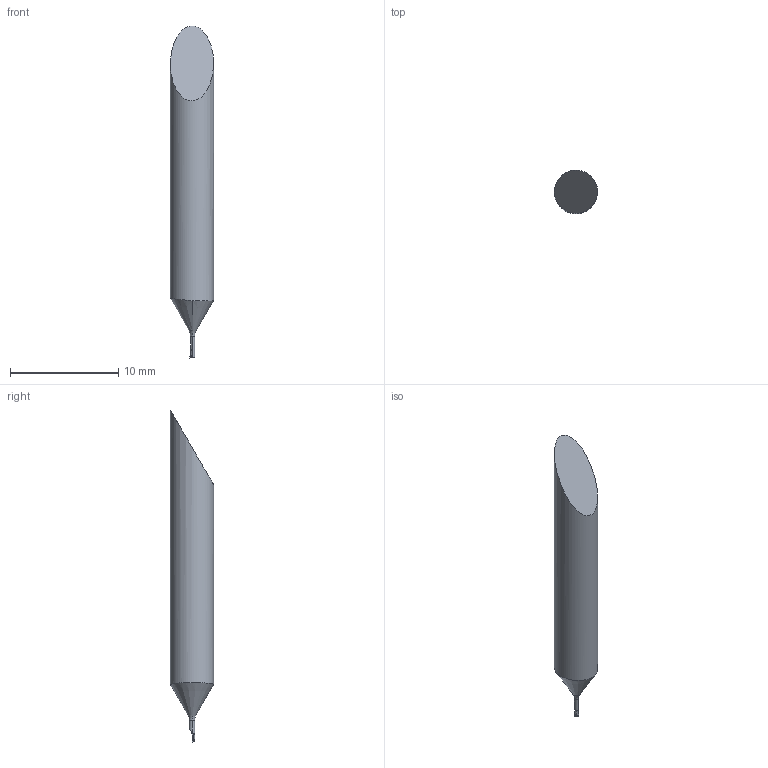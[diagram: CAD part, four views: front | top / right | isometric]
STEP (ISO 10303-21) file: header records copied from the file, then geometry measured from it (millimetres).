
FILE_DESCRIPTION(/* description */ (''),/* implementation_level */ '2;1');
FILE_NAME(/* name */ '1587102613889.stp',/* time_stamp */ '2020-04-17T11:20:28+06:00',/* author */ (''),/* organization */ ('SMS'),/* preprocessor_version */ 'ST-DEVELOPER v16.7',/* originating_system */ 'SIEMENS PLM Software NX 12.0',/* authorisation */ '');
FILE_SCHEMA (('AUTOMOTIVE_DESIGN { 1 0 10303 214 3 1 1 1 }'));
Length unit declared in the file: millimetre
Products named in the file (1): 202967132mod000_00
Bounding box: 4 x 4 x 30.71 mm (x, y, z)
Volume: 289.7 mm3; surface area: 327.6 mm2
Topology: 2 solids, 2 shells, 29 faces, 66 edges, 44 vertices
Faces by surface type: plane 11, cylinder 6, bspline 5, torus 4, cone 3
Full cylindrical faces by diameter (mm): 4 x1
Entity records: 1261 total; most frequent: CARTESIAN_POINT 606, ORIENTED_EDGE 132, DIRECTION 106, EDGE_CURVE 66, VERTEX_POINT 41, AXIS2_PLACEMENT_3D 40, ADVANCED_FACE 29, FACE_OUTER_BOUND 29
